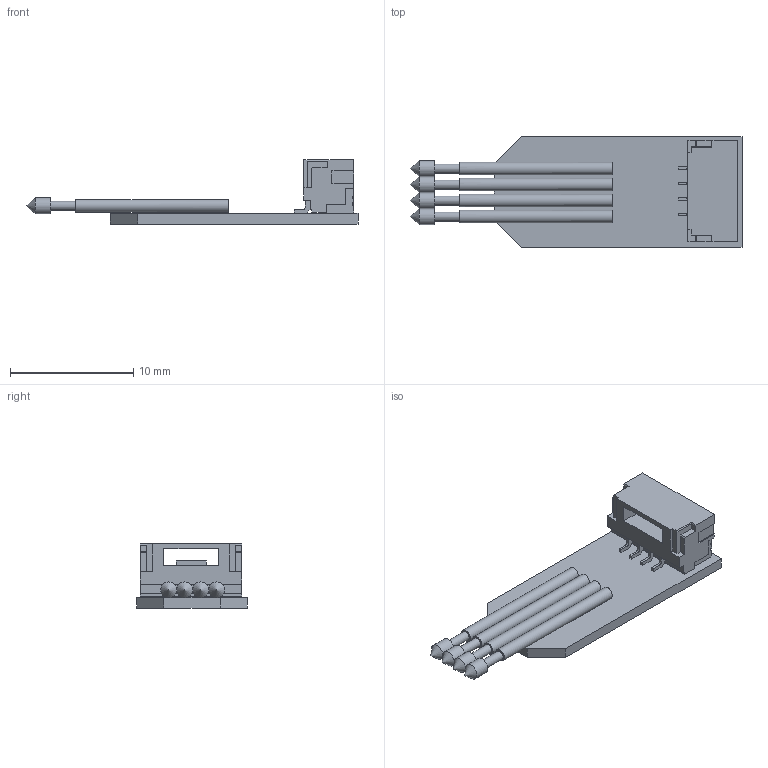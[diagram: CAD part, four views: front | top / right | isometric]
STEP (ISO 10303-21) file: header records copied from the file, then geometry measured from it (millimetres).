
FILE_DESCRIPTION(('Open CASCADE Model'),'2;1');
FILE_NAME('Open CASCADE Shape Model','2022-10-07T12:31:21',('Author'),( 'Open CASCADE'),'Open CASCADE STEP processor 6.8','Open CASCADE 6.8' ,'Unknown');
FILE_SCHEMA(('AUTOMOTIVE_DESIGN { 1 0 10303 214 1 1 1 1 }'));
Length unit declared in the file: millimetre
Products named in the file (1): PCB
Bounding box: 26.96 x 9 x 5.24 mm (x, y, z)
Volume: 254.6 mm3; surface area: 1064.4 mm2
Topology: 20 solids, 32 shells, 323 faces, 807 edges, 526 vertices
Faces by surface type: plane 279, cylinder 28, bspline 12, cone 4
Full cylindrical faces by diameter (mm): 0.74 x4, 0.77 x4, 1.02 x4, 1.3 x4
Entity records: 9686 total; most frequent: CARTESIAN_POINT 1949, ORIENTED_EDGE 1582, DIRECTION 1443, EDGE_CURVE 795, LINE 699, VECTOR 699, VERTEX_POINT 526, AXIS2_PLACEMENT_3D 372
